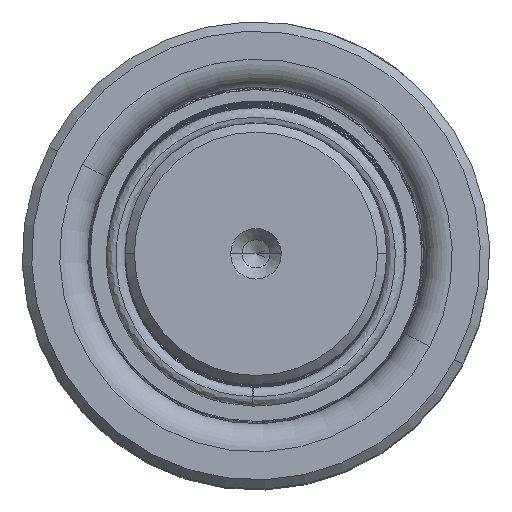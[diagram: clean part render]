
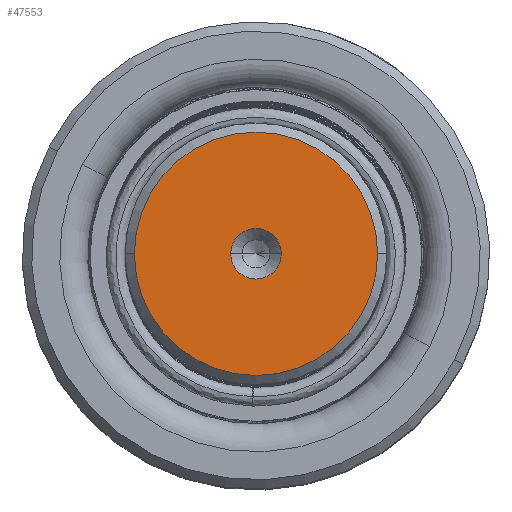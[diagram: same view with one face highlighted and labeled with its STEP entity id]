
A CAD part, top view. The second image highlights one B-rep face of the part: STEP entity #47553.
In plain terms, the highlighted planar face has unit normal (0, 0, 1).
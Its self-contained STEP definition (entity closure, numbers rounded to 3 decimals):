
#244 = CARTESIAN_POINT ( 'NONE',  ( 13.012, 0., 170. ) ) ;
#1447 = FACE_OUTER_BOUND ( 'NONE', #44009, .T. ) ;
#2212 = CIRCLE ( 'NONE', #17935, 13.012 ) ;
#2279 = DIRECTION ( 'NONE',  ( 0., 0., 1. ) ) ;
#5554 = DIRECTION ( 'NONE',  ( 1., 0., 0. ) ) ;
#5720 = PLANE ( 'NONE',  #33047 ) ;
#6335 = CARTESIAN_POINT ( 'NONE',  ( 0., 0., 170. ) ) ;
#7716 = EDGE_CURVE ( 'NONE', #49934, #24808, #48052, .T. ) ;
#7719 = CIRCLE ( 'NONE', #20102, 13.012 ) ;
#8724 = AXIS2_PLACEMENT_3D ( 'NONE', #6335, #2279, #29420 ) ;
#9548 = AXIS2_PLACEMENT_3D ( 'NONE', #42323, #19053, #46218 ) ;
#9783 = DIRECTION ( 'NONE',  ( 0., 0., 1. ) ) ;
#11514 = DIRECTION ( 'NONE',  ( 0., 0., 1. ) ) ;
#11856 = CARTESIAN_POINT ( 'NONE',  ( 0., 0., 170. ) ) ;
#12241 = CARTESIAN_POINT ( 'NONE',  ( -2.7, 0., 170. ) ) ;
#17935 = AXIS2_PLACEMENT_3D ( 'NONE', #11856, #11514, #27802 ) ;
#18548 = EDGE_CURVE ( 'NONE', #24808, #49934, #26550, .T. ) ;
#19053 = DIRECTION ( 'NONE',  ( 0., 0., 1. ) ) ;
#19710 = DIRECTION ( 'NONE',  ( 0., 0., 1. ) ) ;
#20102 = AXIS2_PLACEMENT_3D ( 'NONE', #23624, #19710, #46524 ) ;
#20538 = EDGE_CURVE ( 'NONE', #20629, #45078, #7719, .T. ) ;
#20629 = VERTEX_POINT ( 'NONE', #244 ) ;
#23100 = ORIENTED_EDGE ( 'NONE', *, *, #18548, .F. ) ;
#23370 = ORIENTED_EDGE ( 'NONE', *, *, #37844, .T. ) ;
#23432 = ORIENTED_EDGE ( 'NONE', *, *, #20538, .T. ) ;
#23624 = CARTESIAN_POINT ( 'NONE',  ( 0., 0., 170. ) ) ;
#23648 = CARTESIAN_POINT ( 'NONE',  ( 2.7, 0., 170. ) ) ;
#24808 = VERTEX_POINT ( 'NONE', #12241 ) ;
#25051 = ORIENTED_EDGE ( 'NONE', *, *, #7716, .F. ) ;
#25677 = CARTESIAN_POINT ( 'NONE',  ( -13.012, 0., 170. ) ) ;
#26550 = CIRCLE ( 'NONE', #8724, 2.7 ) ;
#27802 = DIRECTION ( 'NONE',  ( 1., 0., 0. ) ) ;
#29143 = CARTESIAN_POINT ( 'NONE',  ( 0., 0., 170. ) ) ;
#29420 = DIRECTION ( 'NONE',  ( 1., 0., 0. ) ) ;
#31423 = EDGE_LOOP ( 'NONE', ( #25051, #23100 ) ) ;
#32414 = FACE_BOUND ( 'NONE', #31423, .T. ) ;
#33047 = AXIS2_PLACEMENT_3D ( 'NONE', #29143, #9783, #5554 ) ;
#37844 = EDGE_CURVE ( 'NONE', #45078, #20629, #2212, .T. ) ;
#42323 = CARTESIAN_POINT ( 'NONE',  ( 0., 0., 170. ) ) ;
#44009 = EDGE_LOOP ( 'NONE', ( #23370, #23432 ) ) ;
#45078 = VERTEX_POINT ( 'NONE', #25677 ) ;
#46218 = DIRECTION ( 'NONE',  ( 1., 0., 0. ) ) ;
#46524 = DIRECTION ( 'NONE',  ( 1., 0., 0. ) ) ;
#47553 = ADVANCED_FACE ( 'NONE', ( #32414, #1447 ), #5720, .T. ) ;
#48052 = CIRCLE ( 'NONE', #9548, 2.7 ) ;
#49934 = VERTEX_POINT ( 'NONE', #23648 ) ;
